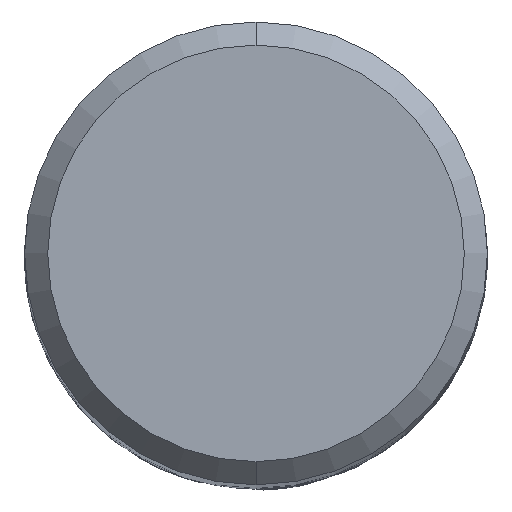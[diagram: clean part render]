
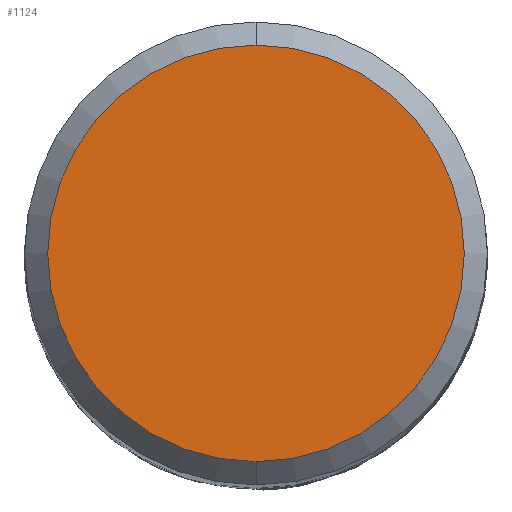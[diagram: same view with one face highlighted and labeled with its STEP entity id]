
A CAD part, top view. The second image highlights one B-rep face of the part: STEP entity #1124.
In plain terms, the highlighted planar face has unit normal (0, 0, 1).
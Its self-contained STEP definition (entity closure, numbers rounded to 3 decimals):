
#702=EDGE_CURVE('',#852,#862,#1587,.T.);
#772=EDGE_CURVE('',#862,#852,#1662,.T.);
#852=VERTEX_POINT('',#1747);
#862=VERTEX_POINT('',#1757);
#1124=ADVANCED_FACE('',(#2043),#2044,.T.);
#1587=CIRCLE('',#4281,4.5);
#1662=CIRCLE('',#4946,4.5);
#1747=CARTESIAN_POINT('',(0.0,4.5,0.0));
#1757=CARTESIAN_POINT('',(0.,-4.5,0.0));
#2043=FACE_OUTER_BOUND('',#7720,.T.);
#2044=PLANE('',#7721);
#4281=AXIS2_PLACEMENT_3D('',#9957,#9958,#9959);
#4946=AXIS2_PLACEMENT_3D('',#10017,#10018,#10019);
#7720=EDGE_LOOP('',(#10395,#10396));
#7721=AXIS2_PLACEMENT_3D('',#10397,#10398,#10399);
#9957=CARTESIAN_POINT('',(0.0,0.0,0.0));
#9958=DIRECTION('',(0.0,0.0,-1.0));
#9959=DIRECTION('',(0.0,1.0,0.0));
#10017=CARTESIAN_POINT('',(0.0,0.0,0.0));
#10018=DIRECTION('',(0.0,0.0,-1.0));
#10019=DIRECTION('',(0.0,1.0,0.0));
#10395=ORIENTED_EDGE('',*,*,#702,.F.);
#10396=ORIENTED_EDGE('',*,*,#772,.F.);
#10397=CARTESIAN_POINT('',(0.0,2.25,0.0));
#10398=DIRECTION('',(-0.0,0.0,1.0));
#10399=DIRECTION('',(0.0,-1.0,0.0));
